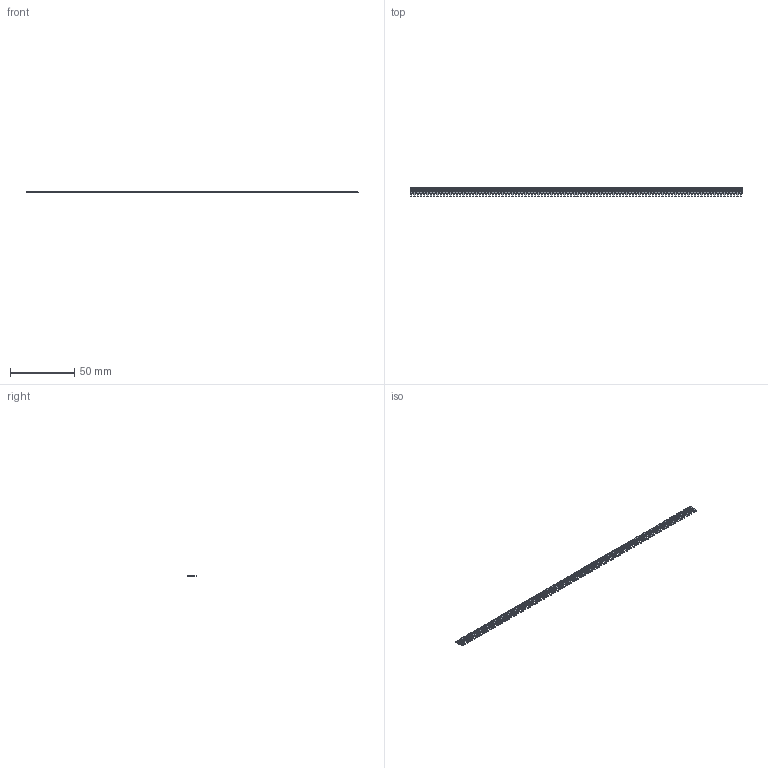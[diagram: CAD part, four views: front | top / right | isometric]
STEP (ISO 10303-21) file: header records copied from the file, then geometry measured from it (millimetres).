
FILE_DESCRIPTION (( 'STEP AP203' ), '1' );
FILE_NAME ('103-102-253-100.STEP', '2020-04-16T17:22:06', ( '' ), ( '' ), 'SwSTEP 2.0', 'SolidWorks 2016', '' );
FILE_SCHEMA (( 'CONFIG_CONTROL_DESIGN' ));
Length unit declared in the file: inch
Products named in the file (2): 103-102-253-100; 100-290-001_100-290-253
Assembly tree (102 placements, depth 2):
  103-102-253-100
    100-290-001_100-290-253  x102
Bounding box: 258.57 x 7.62 x 0.51 mm (x, y, z)
Volume: 562.8 mm3; surface area: 3509.5 mm2
Topology: 102 solids, 102 shells, 2040 faces, 5508 edges, 3672 vertices
Faces by surface type: plane 1938, cylinder 102
Entity records: 4052 total; most frequent: DIRECTION 306, CARTESIAN_POINT 215, CALENDAR_DATE 214, LOCAL_TIME 214, DATE_AND_TIME 214, COORDINATED_UNIVERSAL_TIME_OFFSET 214, AXIS2_PLACEMENT_3D 127, PERSON_AND_ORGANIZATION 118
